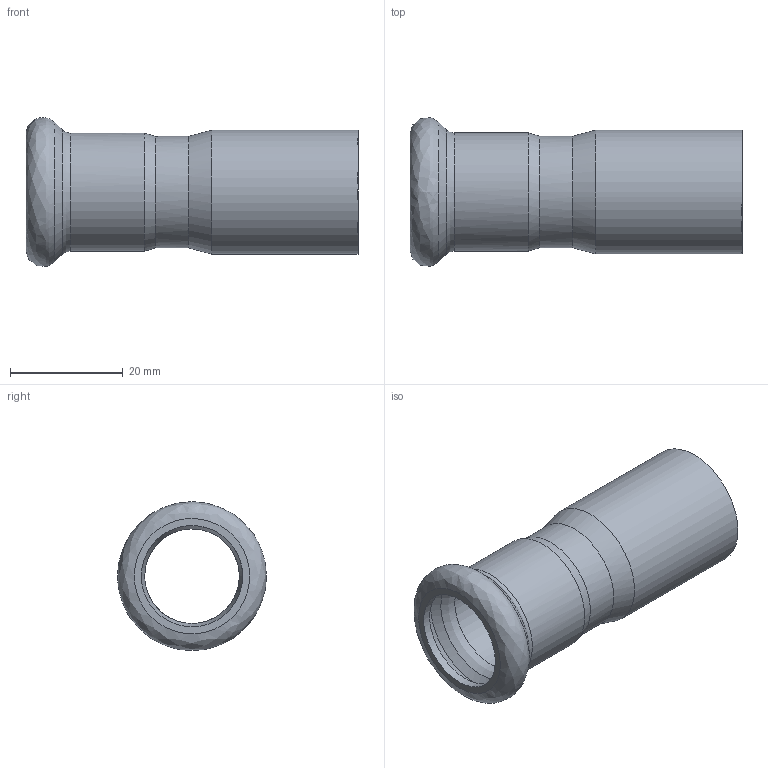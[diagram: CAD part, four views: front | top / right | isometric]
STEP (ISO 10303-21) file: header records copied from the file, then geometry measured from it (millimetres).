
FILE_DESCRIPTION(('FreeCAD Model'),'2;1');
FILE_NAME('Open CASCADE Shape Model','2025-10-20T15:01:54',('Author'),( ''),'Open CASCADE STEP processor 7.8','FreeCAD','Unknown');
FILE_SCHEMA(('AUTOMOTIVE_DESIGN { 1 0 10303 214 1 1 1 1 }'));
Length unit declared in the file: millimetre
Products named in the file (1): Solido1
Bounding box: 59 x 26.38 x 26.43 mm (x, y, z)
Volume: 5901.5 mm3; surface area: 8067.4 mm2
Topology: 1 solids, 1 shells, 20 faces, 65 edges, 48 vertices
Faces by surface type: bspline 20
Entity records: 1043 total; most frequent: CARTESIAN_POINT 689, ORIENTED_EDGE 130, EDGE_CURVE 65, VERTEX_POINT 48, FACE_BOUND 23, EDGE_LOOP 23, ADVANCED_FACE 20, B_SPLINE_CURVE_WITH_KNOTS 13
